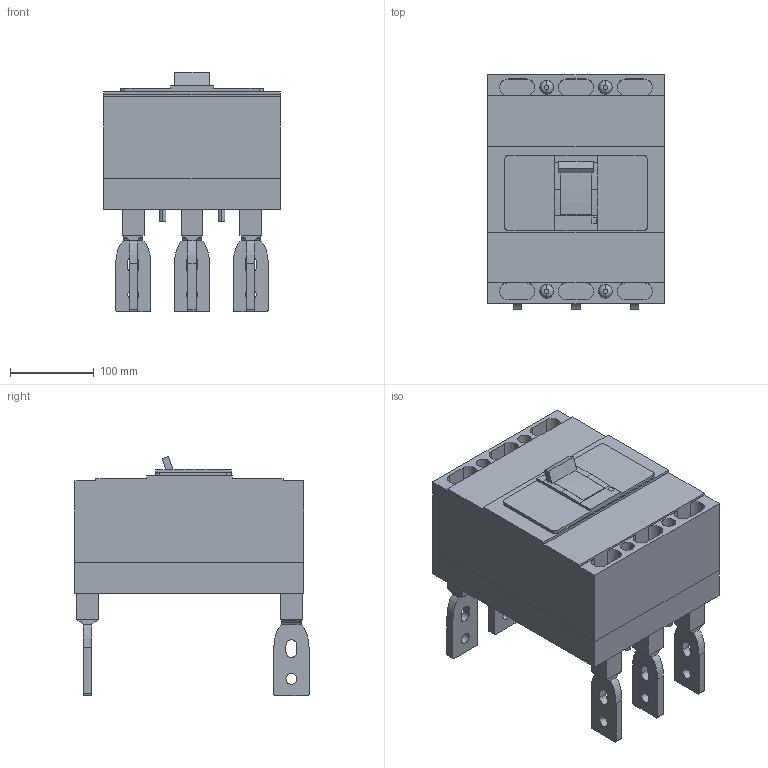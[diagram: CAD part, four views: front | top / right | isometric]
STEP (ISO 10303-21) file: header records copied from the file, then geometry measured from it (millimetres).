
FILE_DESCRIPTION(('CoCreate Modeling STEP Export'),'2;1');
FILE_NAME('Ｈ６３０ＮＥ３Ｒ.stp','2012-03-23T15:34:53',(''),(''),'CoCreate Modeling STEP processor for AP214 (Solid Model)','CoCreate Modeling 17.0 01-Apr-2010 (C) Parametric Technology GmbH','');
FILE_SCHEMA(('AUTOMOTIVE_DESIGN { 1 0 10303 214 1 1 1 1 }'));
Length unit declared in the file: millimetre
Products named in the file (4): p3.1; p1; p2; Ｈ６３０ＮＥ３Ｒ
Assembly tree (6 placements, depth 2):
  Ｈ６３０ＮＥ３Ｒ
    p2
    p3.1  x4
    p1
Bounding box: 210 x 279 x 285.18 mm (x, y, z)
Volume: 7909474 mm3; surface area: 517312.4 mm2
Topology: 6 solids, 6 shells, 306 faces, 790 edges, 518 vertices
Faces by surface type: plane 167, cylinder 119, extrusion 12, torus 8
Entity records: 9970 total; most frequent: CARTESIAN_POINT 1921, ORIENTED_EDGE 1484, DIRECTION 1248, EDGE_CURVE 742, VECTOR 490, VERTEX_POINT 488, LINE 478, AXIS2_PLACEMENT_3D 379
